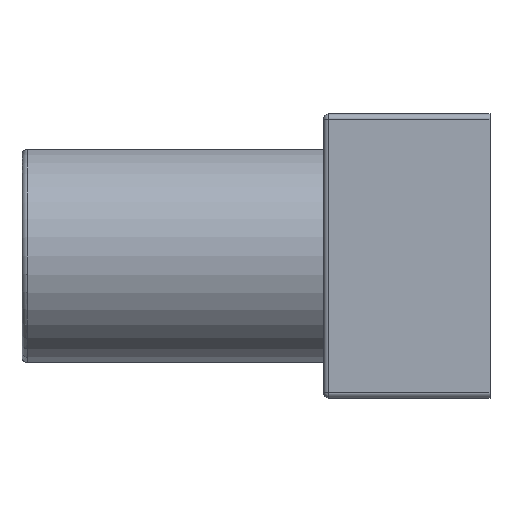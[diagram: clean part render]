
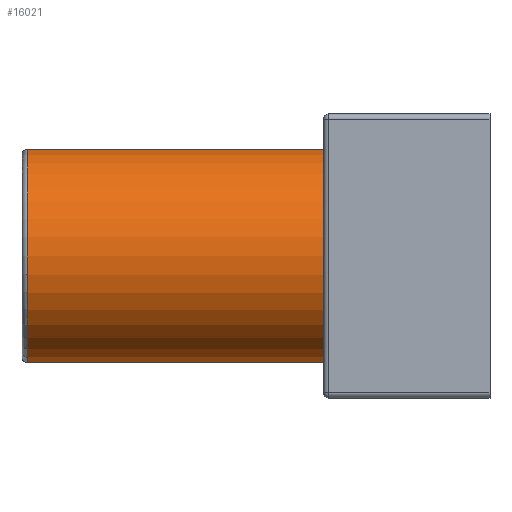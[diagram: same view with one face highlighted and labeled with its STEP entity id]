
A CAD part, front view. The second image highlights one B-rep face of the part: STEP entity #16021.
In plain terms, the highlighted cylindrical face has radius 50.8 mm (diameter 101.6 mm), a partial arc.
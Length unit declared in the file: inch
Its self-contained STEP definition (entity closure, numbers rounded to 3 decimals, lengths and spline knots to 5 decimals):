
#559=CYLINDRICAL_SURFACE('',#16950,2.);
#578=LINE('',#19821,#2087);
#590=LINE('',#19881,#2099);
#2087=VECTOR('',#17394,0.3937);
#2099=VECTOR('',#17430,0.3937);
#3993=FACE_OUTER_BOUND('',#4889,.T.);
#4889=EDGE_LOOP('',(#11054,#11055,#11056,#11057));
#5833=CIRCLE('',#16931,2.);
#5844=CIRCLE('',#16951,2.);
#6830=VERTEX_POINT('',#19779);
#6831=VERTEX_POINT('',#19790);
#6840=VERTEX_POINT('',#19819);
#6856=VERTEX_POINT('',#19880);
#8496=EDGE_CURVE('',#6830,#6831,#5833,.T.);
#8507=EDGE_CURVE('',#6830,#6840,#578,.T.);
#8527=EDGE_CURVE('',#6856,#6831,#590,.T.);
#8536=EDGE_CURVE('',#6856,#6840,#5844,.T.);
#11054=ORIENTED_EDGE('',*,*,#8496,.F.);
#11055=ORIENTED_EDGE('',*,*,#8507,.T.);
#11056=ORIENTED_EDGE('',*,*,#8536,.F.);
#11057=ORIENTED_EDGE('',*,*,#8527,.T.);
#16021=ADVANCED_FACE('',(#3993),#559,.T.);
#16931=AXIS2_PLACEMENT_3D('',#19791,#17379,#17380);
#16950=AXIS2_PLACEMENT_3D('',#19897,#17443,#17444);
#16951=AXIS2_PLACEMENT_3D('',#19898,#17445,#17446);
#17379=DIRECTION('center_axis',(-1.,0.,0.));
#17380=DIRECTION('ref_axis',(0.,-1.,0.));
#17394=DIRECTION('',(1.,0.,0.));
#17430=DIRECTION('',(-1.,0.,0.));
#17443=DIRECTION('center_axis',(1.,0.,0.));
#17444=DIRECTION('ref_axis',(0.,-1.,0.));
#17445=DIRECTION('center_axis',(1.,0.,0.));
#17446=DIRECTION('ref_axis',(0.,1.,0.));
#19779=CARTESIAN_POINT('',(1.54268,-0.375,-1.96453));
#19790=CARTESIAN_POINT('',(1.54268,-0.375,1.96453));
#19791=CARTESIAN_POINT('Origin',(1.54268,0.,0.));
#19819=CARTESIAN_POINT('',(7.,-0.375,-1.96453));
#19821=CARTESIAN_POINT('',(0.,-0.375,-1.96453));
#19880=CARTESIAN_POINT('',(7.,-0.375,1.96453));
#19881=CARTESIAN_POINT('',(0.,-0.375,1.96453));
#19897=CARTESIAN_POINT('Origin',(0.,0.,0.));
#19898=CARTESIAN_POINT('Origin',(7.,0.,0.));
